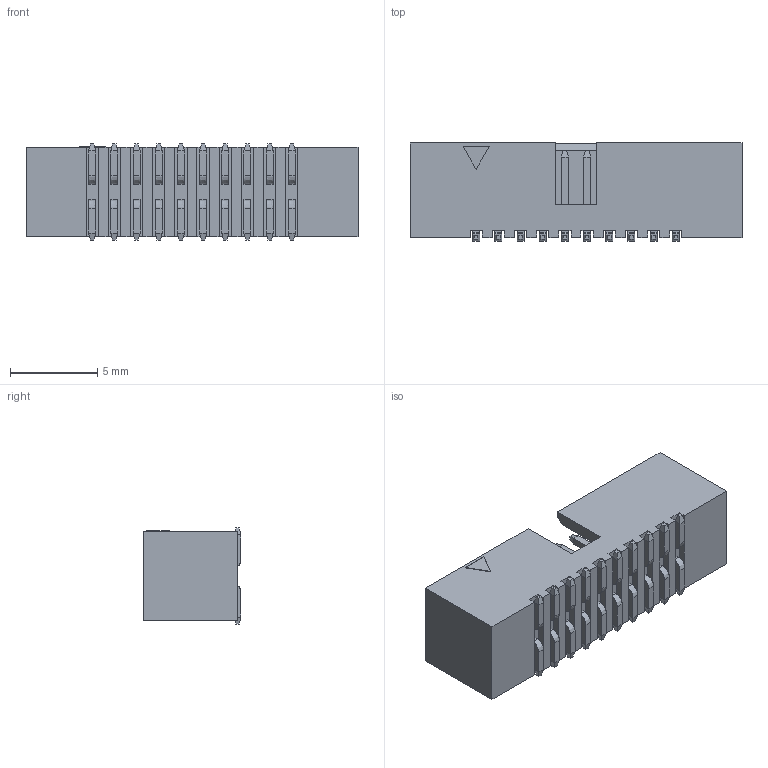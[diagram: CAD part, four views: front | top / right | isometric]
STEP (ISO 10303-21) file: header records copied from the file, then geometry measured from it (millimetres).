
FILE_DESCRIPTION(('eMachineShop Model'),'2;1');
FILE_NAME('3220-20-0300_1673283510.214.step', '2022-05-20T16:10:29',('eMachineShop'),('eMachineShop'), 'eMachineShop','eMachineShop','Unknown');
FILE_SCHEMA(('AUTOMOTIVE_DESIGN { 1 0 10303 214 1 1 1 1 }'));
Length unit declared in the file: millimetre
Products named in the file (426): eMachineShop; eMachineShop.1; eMachineShop.1.1; eMachineShop.1.2; eMachineShop.1.3; eMachineShop.1.4; eMachineShop.1.5; eMachineShop.1.6; eMachineShop.1.7; eMachineShop.1.8; eMachineShop.1.9; eMachineShop.1.10; eMachineShop.1.11; eMachineShop.1.12; eMachineShop.1.13; eMachineShop.1.14; eMachineShop.1.15; eMachineShop.1.16; eMachineShop.1.17; eMachineShop.1.18; eMachineShop.1.19; eMachineShop.1.20; eMachineShop.1.21; eMachineShop.1.22; eMachineShop.1.23; eMachineShop.1.24; eMachineShop.1.25; eMachineShop.1.26; eMachineShop.1.27; eMachineShop.1.28; eMachineShop.1.29; eMachineShop.1.30; eMachineShop.1.31; eMachineShop.1.32; eMachineShop.1.33; eMachineShop.1.34; eMachineShop.1.35; eMachineShop.1.36; eMachineShop.1.37; eMachineShop.1.38 ...
Assembly tree (425 placements, depth 3):
  eMachineShop
    eMachineShop.1
      eMachineShop.1.1
      eMachineShop.1.2
      eMachineShop.1.3
      eMachineShop.1.4
      eMachineShop.1.5
      eMachineShop.1.6
      eMachineShop.1.7
      eMachineShop.1.8
      eMachineShop.1.9
      eMachineShop.1.10
      eMachineShop.1.11
      eMachineShop.1.12
      eMachineShop.1.13
      eMachineShop.1.14
      eMachineShop.1.15
      eMachineShop.1.16
      eMachineShop.1.17
      eMachineShop.1.18
      eMachineShop.1.19
      eMachineShop.1.20
      eMachineShop.1.21
      eMachineShop.1.22
      eMachineShop.1.23
      eMachineShop.1.24
      eMachineShop.1.25
      eMachineShop.1.26
      eMachineShop.1.27
      eMachineShop.1.28
      eMachineShop.1.29
      eMachineShop.1.30
      eMachineShop.1.31
      eMachineShop.1.32
      eMachineShop.1.33
      eMachineShop.1.34
      eMachineShop.1.35
      eMachineShop.1.36
      eMachineShop.1.37
      eMachineShop.1.38
      eMachineShop.1.39
      eMachineShop.1.40
      eMachineShop.1.41
      eMachineShop.1.42
      eMachineShop.1.43
      eMachineShop.1.44
      eMachineShop.1.45
      eMachineShop.1.46
      eMachineShop.1.47
      eMachineShop.1.48
      eMachineShop.1.49
      eMachineShop.1.50
      eMachineShop.1.51
      eMachineShop.1.52
      eMachineShop.1.53
      eMachineShop.1.54
      eMachineShop.1.55
      eMachineShop.1.56
      eMachineShop.1.57
      eMachineShop.1.58
Bounding box: 19 x 5.6 x 5.5 mm (x, y, z)
Surface area: 837 mm2 (no closed solid volume)
Topology: 0 solids, 423 shells, 423 faces, 1952 edges, 1952 vertices
Faces by surface type: bspline 423
Entity records: 41326 total; most frequent: CARTESIAN_POINT 12226, DIRECTION 2724, B_SPLINE_CURVE_WITH_KNOTS 2032, ORIENTED_EDGE 1952, EDGE_CURVE 1952, VERTEX_POINT 1952, SURFACE_CURVE 1952, PCURVE 1952
